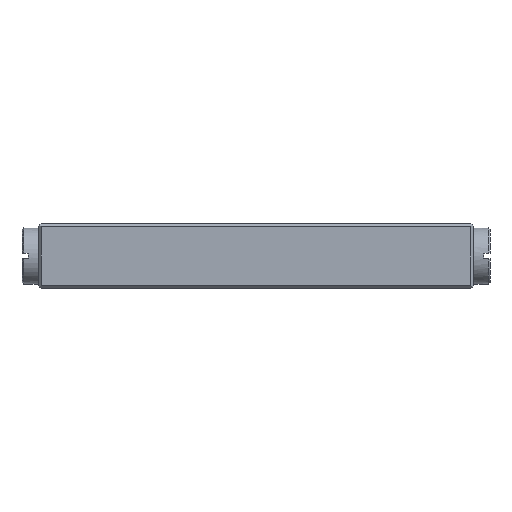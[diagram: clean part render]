
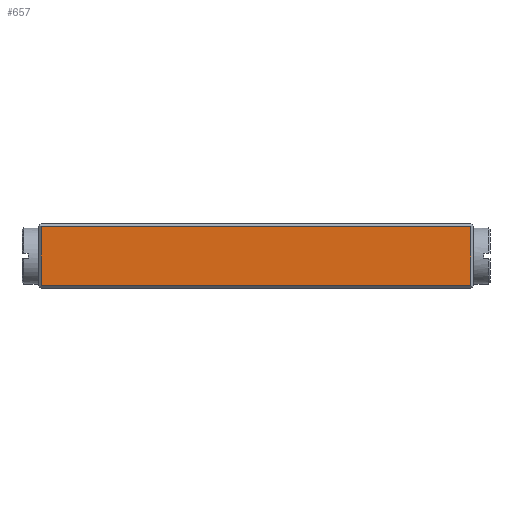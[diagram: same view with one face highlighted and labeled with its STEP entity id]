
A CAD part, front view. The second image highlights one B-rep face of the part: STEP entity #657.
In plain terms, the highlighted planar face has unit normal (0, -1, 0).
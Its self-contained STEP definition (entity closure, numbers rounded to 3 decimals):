
#376=FACE_OUTER_BOUND('',#2277,.T.);
#657=ADVANCED_FACE('',(#376),#968,.T.);
#968=PLANE('',#5806);
#1163=LINE('',#8193,#1689);
#1164=LINE('',#8196,#1690);
#1165=LINE('',#8198,#1691);
#1166=LINE('',#8200,#1692);
#1689=VECTOR('',#6446,1.);
#1690=VECTOR('',#6447,1.);
#1691=VECTOR('',#6448,1.);
#1692=VECTOR('',#6449,1.);
#2277=EDGE_LOOP('',(#2663,#2664,#2665,#2666));
#2663=ORIENTED_EDGE('',*,*,#4771,.T.);
#2664=ORIENTED_EDGE('',*,*,#4772,.T.);
#2665=ORIENTED_EDGE('',*,*,#4773,.T.);
#2666=ORIENTED_EDGE('',*,*,#4774,.T.);
#4251=VERTEX_POINT('',#8194);
#4252=VERTEX_POINT('',#8195);
#4253=VERTEX_POINT('',#8197);
#4254=VERTEX_POINT('',#8199);
#4771=EDGE_CURVE('',#4251,#4252,#1163,.T.);
#4772=EDGE_CURVE('',#4252,#4253,#1164,.T.);
#4773=EDGE_CURVE('',#4253,#4254,#1165,.T.);
#4774=EDGE_CURVE('',#4254,#4251,#1166,.T.);
#5806=AXIS2_PLACEMENT_3D('',#8201,#6450,#6451);
#6446=DIRECTION('',(-1.,0.,0.));
#6447=DIRECTION('',(0.,0.,-1.));
#6448=DIRECTION('',(1.,0.,0.));
#6449=DIRECTION('',(0.,0.,1.));
#6450=DIRECTION('',(0.,-1.,0.));
#6451=DIRECTION('',(0.,0.,-1.));
#8193=CARTESIAN_POINT('',(50.,0.,14.25));
#8194=CARTESIAN_POINT('',(99.275,0.,14.25));
#8195=CARTESIAN_POINT('',(0.725,0.,14.25));
#8196=CARTESIAN_POINT('',(0.725,0.,0.));
#8197=CARTESIAN_POINT('',(0.725,0.,0.75));
#8198=CARTESIAN_POINT('',(50.,0.,0.75));
#8199=CARTESIAN_POINT('',(99.275,0.,0.75));
#8200=CARTESIAN_POINT('',(99.275,0.,0.));
#8201=CARTESIAN_POINT('',(50.,0.,0.));
